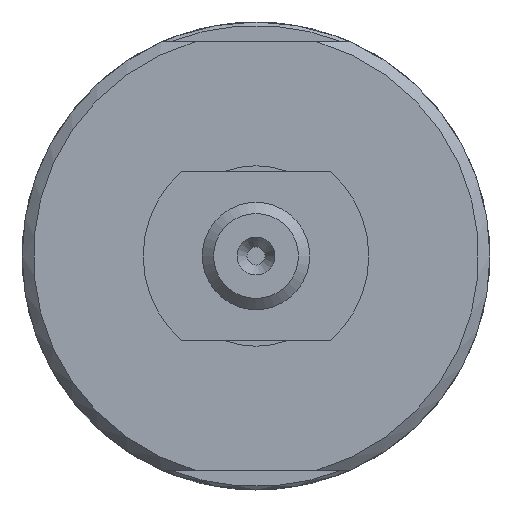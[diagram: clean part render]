
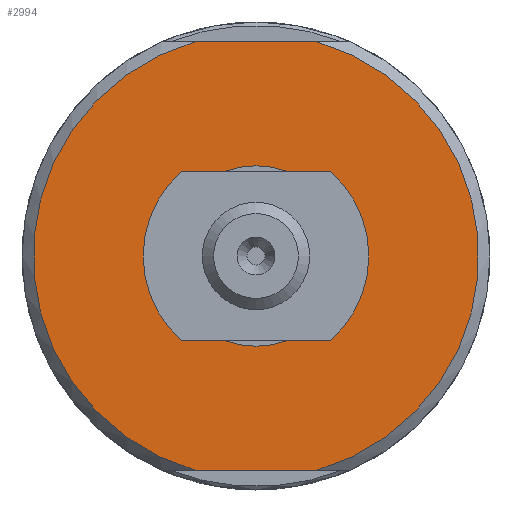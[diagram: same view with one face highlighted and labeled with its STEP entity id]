
A CAD part, left-side view. The second image highlights one B-rep face of the part: STEP entity #2994.
In plain terms, the highlighted planar face has unit normal (-1, 0, 0).
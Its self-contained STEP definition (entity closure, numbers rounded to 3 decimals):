
#285=LINE('',#4979,#537);
#286=LINE('',#4981,#538);
#537=VECTOR('',#3946,10.);
#538=VECTOR('',#3947,10.);
#798=FACE_BOUND('',#1111,.T.);
#934=FACE_OUTER_BOUND('',#1110,.T.);
#1110=EDGE_LOOP('',(#2616,#2617,#2618,#2619));
#1111=EDGE_LOOP('',(#2620,#2621));
#1221=CIRCLE('',#3248,19.75);
#1222=CIRCLE('',#3250,19.75);
#1223=CIRCLE('',#3251,8.);
#1224=CIRCLE('',#3252,8.);
#1480=VERTEX_POINT('',#4965);
#1483=VERTEX_POINT('',#4972);
#1484=VERTEX_POINT('',#4978);
#1485=VERTEX_POINT('',#4980);
#1486=VERTEX_POINT('',#4983);
#1487=VERTEX_POINT('',#4984);
#1869=EDGE_CURVE('',#1483,#1480,#1221,.T.);
#1870=EDGE_CURVE('',#1484,#1480,#285,.T.);
#1871=EDGE_CURVE('',#1483,#1485,#286,.T.);
#1872=EDGE_CURVE('',#1484,#1485,#1222,.T.);
#1873=EDGE_CURVE('',#1486,#1487,#1223,.T.);
#1874=EDGE_CURVE('',#1487,#1486,#1224,.T.);
#2616=ORIENTED_EDGE('',*,*,#1870,.T.);
#2617=ORIENTED_EDGE('',*,*,#1869,.F.);
#2618=ORIENTED_EDGE('',*,*,#1871,.T.);
#2619=ORIENTED_EDGE('',*,*,#1872,.F.);
#2620=ORIENTED_EDGE('',*,*,#1873,.T.);
#2621=ORIENTED_EDGE('',*,*,#1874,.T.);
#2848=PLANE('',#3249);
#2994=ADVANCED_FACE('',(#934,#798),#2848,.T.);
#3248=AXIS2_PLACEMENT_3D('',#4976,#3942,#3943);
#3249=AXIS2_PLACEMENT_3D('',#4977,#3944,#3945);
#3250=AXIS2_PLACEMENT_3D('',#4982,#3948,#3949);
#3251=AXIS2_PLACEMENT_3D('',#4985,#3950,#3951);
#3252=AXIS2_PLACEMENT_3D('',#4986,#3952,#3953);
#3942=DIRECTION('center_axis',(1.,0.,0.));
#3943=DIRECTION('ref_axis',(0.,-1.,0.));
#3944=DIRECTION('center_axis',(-1.,0.,0.));
#3945=DIRECTION('ref_axis',(0.,0.,
-1.));
#3946=DIRECTION('',(0.,1.,0.));
#3947=DIRECTION('',(0.,-1.,0.));
#3948=DIRECTION('center_axis',(1.,0.,0.));
#3949=DIRECTION('ref_axis',(0.,-1.,0.));
#3950=DIRECTION('center_axis',(1.,0.,0.));
#3951=DIRECTION('ref_axis',(0.,-1.,0.));
#3952=DIRECTION('center_axis',(1.,0.,0.));
#3953=DIRECTION('ref_axis',(0.,-1.,0.));
#4965=CARTESIAN_POINT('',(-117.7,5.391,19.));
#4972=CARTESIAN_POINT('',(-117.7,5.391,-19.));
#4976=CARTESIAN_POINT('Origin',(-117.7,0.,0.));
#4977=CARTESIAN_POINT('Origin',(-117.7,-13.875,0.));
#4978=CARTESIAN_POINT('',(-117.7,-5.391,19.));
#4979=CARTESIAN_POINT('',(-117.7,-1.392,19.));
#4980=CARTESIAN_POINT('',(-117.7,-5.391,-19.));
#4981=CARTESIAN_POINT('',(-117.7,-12.483,-19.));
#4982=CARTESIAN_POINT('Origin',(-117.7,0.,0.));
#4983=CARTESIAN_POINT('',(-117.7,-8.,0.));
#4984=CARTESIAN_POINT('',(-117.7,8.,0.));
#4985=CARTESIAN_POINT('Origin',(-117.7,0.,0.));
#4986=CARTESIAN_POINT('Origin',(-117.7,0.,0.));
